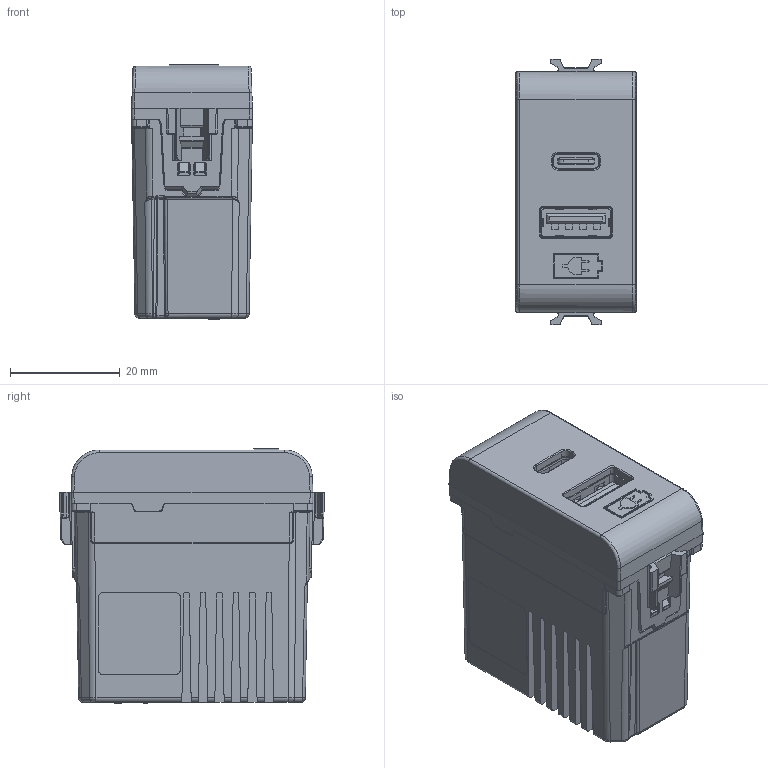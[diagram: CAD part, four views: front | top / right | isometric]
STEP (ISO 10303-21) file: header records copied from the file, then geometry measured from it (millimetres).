
FILE_DESCRIPTION(('CATIA V5 STEP Exchange','CAx-IF Rec.Pracs.--- Model Styling and Organization---1.4--- 2014-01-23'),'2;1');
FILE_NAME('GW10449.stp','2024-02-08T15:31:35+00:00',('none'),('none'),'CATIA Version 5-6 Release 2019 SP6','CATIA V5 STEP AP214 v1','none');
FILE_SCHEMA(('AUTOMOTIVE_DESIGN { 1 0 10303 214 1 1 1 1 }'));
Products named in the file (1): GW10449
Bounding box: 22 x 48.25 x 46.25 mm (x, y, z)
Volume: 30379.3 mm3; surface area: 13985.9 mm2
Topology: 2 solids, 2 shells, 1661 faces, 4522 edges, 2786 vertices
Faces by surface type: plane 835, cylinder 580, bspline 166, sphere 66, torus 8, cone 4, extrusion 2
Entity records: 65225 total; most frequent: CARTESIAN_POINT 26432, ORIENTED_EDGE 8874, DIRECTION 5892, EDGE_CURVE 4437, VERTEX_POINT 2786, VECTOR 2688, LINE 2686, AXIS2_PLACEMENT_3D 1857
